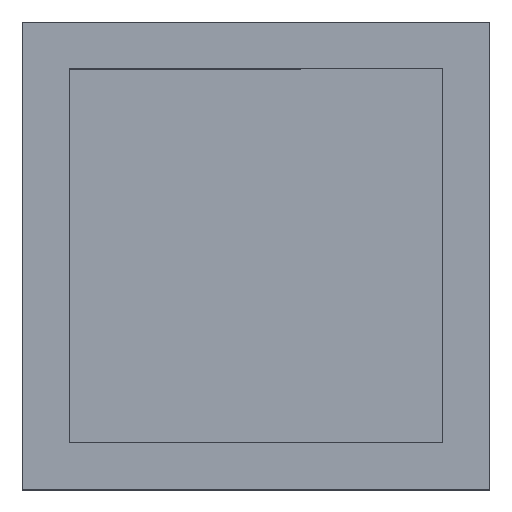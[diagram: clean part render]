
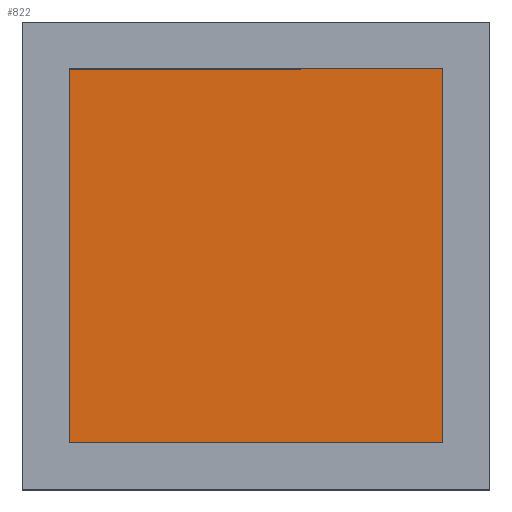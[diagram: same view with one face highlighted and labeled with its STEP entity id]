
A CAD part, top view. The second image highlights one B-rep face of the part: STEP entity #822.
In plain terms, the highlighted planar face has unit normal (0, 0, 1).
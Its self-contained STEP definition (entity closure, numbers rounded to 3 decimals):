
#105 = VERTEX_POINT('',#106);
#106 = CARTESIAN_POINT('',(-50.,-30.,10.));
#112 = EDGE_CURVE('',#113,#105,#115,.T.);
#113 = VERTEX_POINT('',#114);
#114 = CARTESIAN_POINT('',(-50.,30.,10.));
#115 = LINE('',#116,#117);
#116 = CARTESIAN_POINT('',(-50.,50.,10.));
#117 = VECTOR('',#118,1.);
#118 = DIRECTION('',(0.,-1.,0.));
#203 = VERTEX_POINT('',#204);
#204 = CARTESIAN_POINT('',(40.,40.,10.));
#382 = VERTEX_POINT('',#383);
#383 = CARTESIAN_POINT('',(30.,50.,10.));
#389 = EDGE_CURVE('',#203,#382,#390,.T.);
#390 = LINE('',#391,#392);
#391 = CARTESIAN_POINT('',(40.,40.,10.));
#392 = VECTOR('',#393,1.);
#393 = DIRECTION('',(-0.707,0.707,0.));
#422 = VERTEX_POINT('',#423);
#423 = CARTESIAN_POINT('',(40.,-40.,10.));
#601 = VERTEX_POINT('',#602);
#602 = CARTESIAN_POINT('',(50.,-30.,10.));
#608 = EDGE_CURVE('',#422,#601,#609,.T.);
#609 = LINE('',#610,#611);
#610 = CARTESIAN_POINT('',(40.,-40.,10.));
#611 = VECTOR('',#612,1.);
#612 = DIRECTION('',(0.707,0.707,0.));
#632 = VERTEX_POINT('',#633);
#633 = CARTESIAN_POINT('',(-40.,-40.,10.));
#774 = VERTEX_POINT('',#775);
#775 = CARTESIAN_POINT('',(-30.,-50.,10.));
#781 = EDGE_CURVE('',#632,#774,#782,.T.);
#782 = LINE('',#783,#784);
#783 = CARTESIAN_POINT('',(-40.,-40.,10.));
#784 = VECTOR('',#785,1.);
#785 = DIRECTION('',(0.707,-0.707,0.));
#805 = VERTEX_POINT('',#806);
#806 = CARTESIAN_POINT('',(-40.,-30.,10.));
#812 = EDGE_CURVE('',#105,#805,#813,.T.);
#813 = LINE('',#814,#815);
#814 = CARTESIAN_POINT('',(-50.,-30.,10.));
#815 = VECTOR('',#816,1.);
#816 = DIRECTION('',(1.,0.,0.));
#822 = ADVANCED_FACE('',(#823),#910,.T.);
#823 = FACE_BOUND('',#824,.T.);
#824 = EDGE_LOOP('',(#825,#833,#834,#842,#850,#858,#864,#865,#866,#872,
    #873,#881,#889,#895,#896,#904));
#825 = ORIENTED_EDGE('',*,*,#826,.T.);
#826 = EDGE_CURVE('',#827,#203,#829,.T.);
#827 = VERTEX_POINT('',#828);
#828 = CARTESIAN_POINT('',(40.,30.,10.));
#829 = LINE('',#830,#831);
#830 = CARTESIAN_POINT('',(40.,30.,10.));
#831 = VECTOR('',#832,1.);
#832 = DIRECTION('',(0.,1.,0.));
#833 = ORIENTED_EDGE('',*,*,#389,.T.);
#834 = ORIENTED_EDGE('',*,*,#835,.T.);
#835 = EDGE_CURVE('',#382,#836,#838,.T.);
#836 = VERTEX_POINT('',#837);
#837 = CARTESIAN_POINT('',(-30.,50.,10.));
#838 = LINE('',#839,#840);
#839 = CARTESIAN_POINT('',(50.,50.,10.));
#840 = VECTOR('',#841,1.);
#841 = DIRECTION('',(-1.,0.,0.));
#842 = ORIENTED_EDGE('',*,*,#843,.T.);
#843 = EDGE_CURVE('',#836,#844,#846,.T.);
#844 = VERTEX_POINT('',#845);
#845 = CARTESIAN_POINT('',(-30.,40.,10.));
#846 = LINE('',#847,#848);
#847 = CARTESIAN_POINT('',(-30.,50.,10.));
#848 = VECTOR('',#849,1.);
#849 = DIRECTION('',(0.,-1.,0.));
#850 = ORIENTED_EDGE('',*,*,#851,.T.);
#851 = EDGE_CURVE('',#844,#852,#854,.T.);
#852 = VERTEX_POINT('',#853);
#853 = CARTESIAN_POINT('',(-40.,40.,10.));
#854 = LINE('',#855,#856);
#855 = CARTESIAN_POINT('',(-30.,40.,10.));
#856 = VECTOR('',#857,1.);
#857 = DIRECTION('',(-1.,0.,0.));
#858 = ORIENTED_EDGE('',*,*,#859,.T.);
#859 = EDGE_CURVE('',#852,#113,#860,.T.);
#860 = LINE('',#861,#862);
#861 = CARTESIAN_POINT('',(-40.,40.,10.));
#862 = VECTOR('',#863,1.);
#863 = DIRECTION('',(-0.707,-0.707,0.));
#864 = ORIENTED_EDGE('',*,*,#112,.T.);
#865 = ORIENTED_EDGE('',*,*,#812,.T.);
#866 = ORIENTED_EDGE('',*,*,#867,.T.);
#867 = EDGE_CURVE('',#805,#632,#868,.T.);
#868 = LINE('',#869,#870);
#869 = CARTESIAN_POINT('',(-40.,-30.,10.));
#870 = VECTOR('',#871,1.);
#871 = DIRECTION('',(0.,-1.,0.));
#872 = ORIENTED_EDGE('',*,*,#781,.T.);
#873 = ORIENTED_EDGE('',*,*,#874,.T.);
#874 = EDGE_CURVE('',#774,#875,#877,.T.);
#875 = VERTEX_POINT('',#876);
#876 = CARTESIAN_POINT('',(30.,-50.,10.));
#877 = LINE('',#878,#879);
#878 = CARTESIAN_POINT('',(-50.,-50.,10.));
#879 = VECTOR('',#880,1.);
#880 = DIRECTION('',(1.,0.,0.));
#881 = ORIENTED_EDGE('',*,*,#882,.T.);
#882 = EDGE_CURVE('',#875,#883,#885,.T.);
#883 = VERTEX_POINT('',#884);
#884 = CARTESIAN_POINT('',(30.,-40.,10.));
#885 = LINE('',#886,#887);
#886 = CARTESIAN_POINT('',(30.,-50.,10.));
#887 = VECTOR('',#888,1.);
#888 = DIRECTION('',(0.,1.,0.));
#889 = ORIENTED_EDGE('',*,*,#890,.T.);
#890 = EDGE_CURVE('',#883,#422,#891,.T.);
#891 = LINE('',#892,#893);
#892 = CARTESIAN_POINT('',(30.,-40.,10.));
#893 = VECTOR('',#894,1.);
#894 = DIRECTION('',(1.,0.,0.));
#895 = ORIENTED_EDGE('',*,*,#608,.T.);
#896 = ORIENTED_EDGE('',*,*,#897,.T.);
#897 = EDGE_CURVE('',#601,#898,#900,.T.);
#898 = VERTEX_POINT('',#899);
#899 = CARTESIAN_POINT('',(50.,30.,10.));
#900 = LINE('',#901,#902);
#901 = CARTESIAN_POINT('',(50.,-50.,10.));
#902 = VECTOR('',#903,1.);
#903 = DIRECTION('',(0.,1.,0.));
#904 = ORIENTED_EDGE('',*,*,#905,.T.);
#905 = EDGE_CURVE('',#898,#827,#906,.T.);
#906 = LINE('',#907,#908);
#907 = CARTESIAN_POINT('',(50.,30.,10.));
#908 = VECTOR('',#909,1.);
#909 = DIRECTION('',(-1.,0.,0.));
#910 = PLANE('',#911);
#911 = AXIS2_PLACEMENT_3D('',#912,#913,#914);
#912 = CARTESIAN_POINT('',(0.,0.,10.));
#913 = DIRECTION('',(0.,0.,1.));
#914 = DIRECTION('',(1.,0.,0.));
